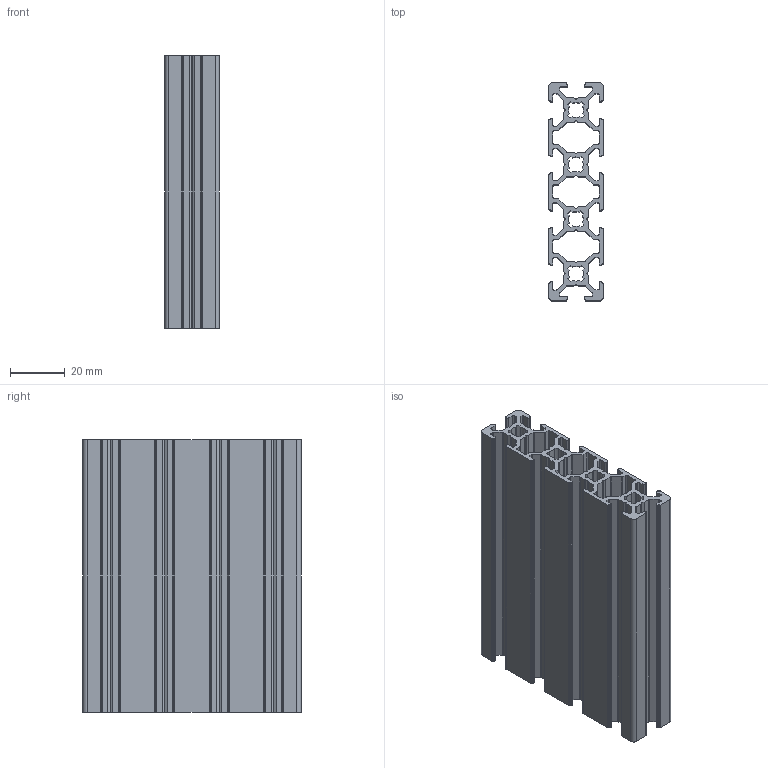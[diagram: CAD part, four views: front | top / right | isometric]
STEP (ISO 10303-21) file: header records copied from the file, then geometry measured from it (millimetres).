
FILE_DESCRIPTION (( 'STEP AP214' ), '1' );
FILE_NAME ('AL-PS-2080.STEP', '2022-03-23T12:03:35', ( '' ), ( '' ), 'SwSTEP 2.0', 'SolidWorks 2021', '' );
FILE_SCHEMA (( 'AUTOMOTIVE_DESIGN' ));
Length unit declared in the file: millimetre
Products named in the file (1): AL-PS-2080
Bounding box: 20 x 80 x 100 mm (x, y, z)
Volume: 53518.8 mm3; surface area: 63340.8 mm2
Topology: 1 solids, 1 shells, 530 faces, 1584 edges, 1056 vertices
Faces by surface type: cylinder 268, plane 262
Entity records: 18046 total; most frequent: DIRECTION 3182, CARTESIAN_POINT 3171, ORIENTED_EDGE 3168, EDGE_CURVE 1584, AXIS2_PLACEMENT_3D 1067, VERTEX_POINT 1056, VECTOR 1048, LINE 1048
